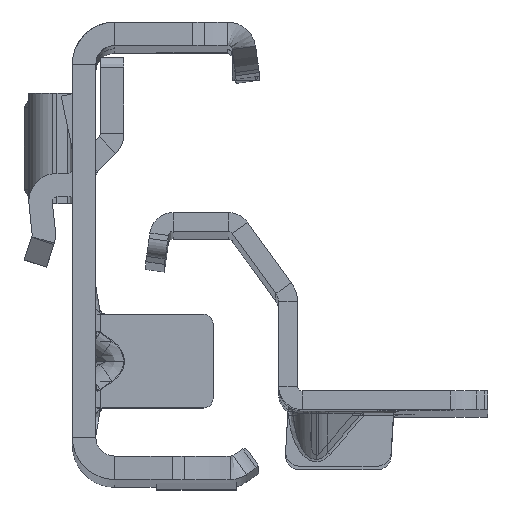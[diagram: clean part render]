
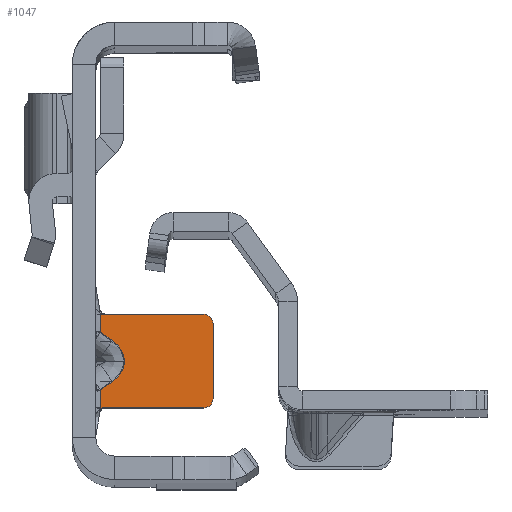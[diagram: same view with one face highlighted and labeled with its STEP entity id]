
A CAD part, top view. The second image highlights one B-rep face of the part: STEP entity #1047.
In plain terms, the highlighted planar face has unit normal (0, 0, 1).
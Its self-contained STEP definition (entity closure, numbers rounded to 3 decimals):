
#609 = EDGE_CURVE ( 'NONE', #18579, #3845, #1447, .T. ) ;
#631 = ORIENTED_EDGE ( 'NONE', *, *, #3630, .T. ) ;
#632 = VECTOR ( 'NONE', #10314, 1000. ) ;
#643 = DIRECTION ( 'NONE',  ( 0., 0., 1. ) ) ;
#769 = DIRECTION ( 'NONE',  ( 0., 0., -1. ) ) ;
#846 = LINE ( 'NONE', #8234, #2445 ) ;
#869 = VERTEX_POINT ( 'NONE', #7436 ) ;
#1047 = ADVANCED_FACE ( 'NONE', ( #3934 ), #6903, .F. ) ;
#1115 = VECTOR ( 'NONE', #16831, 1000. ) ;
#1128 = DIRECTION ( 'NONE',  ( 0., 0., 1. ) ) ;
#1207 = EDGE_CURVE ( 'NONE', #869, #17403, #846, .T. ) ;
#1241 = CARTESIAN_POINT ( 'NONE',  ( 12.5, -6.6, -441.5 ) ) ;
#1447 = LINE ( 'NONE', #13182, #14206 ) ;
#1556 = CIRCLE ( 'NONE', #4046, 1. ) ;
#1838 = DIRECTION ( 'NONE',  ( -1., 0., 0. ) ) ;
#2214 = CARTESIAN_POINT ( 'NONE',  ( -37.326, 22.3, -441.5 ) ) ;
#2327 = ORIENTED_EDGE ( 'NONE', *, *, #12702, .F. ) ;
#2445 = VECTOR ( 'NONE', #18519, 1000. ) ;
#2597 = EDGE_CURVE ( 'NONE', #17403, #7480, #1556, .T. ) ;
#2607 = VECTOR ( 'NONE', #1838, 1000. ) ;
#2812 = DIRECTION ( 'NONE',  ( -0.816, 0.577, 0. ) ) ;
#2814 = EDGE_CURVE ( 'NONE', #7480, #14381, #5745, .T. ) ;
#3476 = VECTOR ( 'NONE', #3759, 1000. ) ;
#3630 = EDGE_CURVE ( 'NONE', #18579, #869, #4144, .T. ) ;
#3759 = DIRECTION ( 'NONE',  ( 1., 0., 0. ) ) ;
#3768 = CARTESIAN_POINT ( 'NONE',  ( 11.5, -6.6, -441.5 ) ) ;
#3845 = VERTEX_POINT ( 'NONE', #6238 ) ;
#3875 = VERTEX_POINT ( 'NONE', #18150 ) ;
#3934 = FACE_OUTER_BOUND ( 'NONE', #17886, .T. ) ;
#4046 = AXIS2_PLACEMENT_3D ( 'NONE', #10616, #643, #5062 ) ;
#4101 = CARTESIAN_POINT ( 'NONE',  ( 1.757, -12.792, -441.5 ) ) ;
#4144 = LINE ( 'NONE', #15634, #3476 ) ;
#4357 = ORIENTED_EDGE ( 'NONE', *, *, #6901, .T. ) ;
#4429 = ORIENTED_EDGE ( 'NONE', *, *, #609, .F. ) ;
#4728 = CARTESIAN_POINT ( 'NONE',  ( 3.573, -11.508, -441.5 ) ) ;
#4765 = LINE ( 'NONE', #16366, #632 ) ;
#5062 = DIRECTION ( 'NONE',  ( 0., 1., 0. ) ) ;
#5127 = CARTESIAN_POINT ( 'NONE',  ( -1.826, -5.6, -441.5 ) ) ;
#5181 = DIRECTION ( 'NONE',  ( 0., 1., 0. ) ) ;
#5456 = ORIENTED_EDGE ( 'NONE', *, *, #12911, .F. ) ;
#5457 = VERTEX_POINT ( 'NONE', #16134 ) ;
#5563 = VECTOR ( 'NONE', #11605, 1000. ) ;
#5624 = EDGE_CURVE ( 'NONE', #5457, #5648, #15195, .T. ) ;
#5648 = VERTEX_POINT ( 'NONE', #8942 ) ;
#5711 = EDGE_CURVE ( 'NONE', #14381, #5457, #11503, .T. ) ;
#5745 = LINE ( 'NONE', #1241, #5563 ) ;
#5964 = ORIENTED_EDGE ( 'NONE', *, *, #2597, .T. ) ;
#6035 = ORIENTED_EDGE ( 'NONE', *, *, #2814, .T. ) ;
#6172 = CARTESIAN_POINT ( 'NONE',  ( 1.757, -12.792, -441.5 ) ) ;
#6183 = DIRECTION ( 'NONE',  ( 0.816, 0.577, 0. ) ) ;
#6238 = CARTESIAN_POINT ( 'NONE',  ( 0.5, -13.681, -441.5 ) ) ;
#6901 = EDGE_CURVE ( 'NONE', #5648, #14963, #18282, .T. ) ;
#6903 = PLANE ( 'NONE',  #17471 ) ;
#7044 = CARTESIAN_POINT ( 'NONE',  ( 1.367, -8.131, -441.5 ) ) ;
#7235 = CARTESIAN_POINT ( 'NONE',  ( 12.5, -6.6, -441.5 ) ) ;
#7258 = EDGE_CURVE ( 'NONE', #15272, #11245, #12700, .T. ) ;
#7436 = CARTESIAN_POINT ( 'NONE',  ( 0.708, -15.6, -441.5 ) ) ;
#7480 = VERTEX_POINT ( 'NONE', #14499 ) ;
#8234 = CARTESIAN_POINT ( 'NONE',  ( -1.826, -15.6, -441.5 ) ) ;
#8315 = VECTOR ( 'NONE', #6183, 1000. ) ;
#8555 = ORIENTED_EDGE ( 'NONE', *, *, #7258, .F. ) ;
#8942 = CARTESIAN_POINT ( 'NONE',  ( 0.708, -5.6, -441.5 ) ) ;
#10314 = DIRECTION ( 'NONE',  ( 0., 1., 0. ) ) ;
#10565 = CARTESIAN_POINT ( 'NONE',  ( 3.573, -9.692, -441.5 ) ) ;
#10616 = CARTESIAN_POINT ( 'NONE',  ( 11.5, -14.6, -441.5 ) ) ;
#11245 = VERTEX_POINT ( 'NONE', #11492 ) ;
#11492 = CARTESIAN_POINT ( 'NONE',  ( 1.757, -8.408, -441.5 ) ) ;
#11503 = CIRCLE ( 'NONE', #12121, 1. ) ;
#11605 = DIRECTION ( 'NONE',  ( 0., 1., 0. ) ) ;
#11733 = DIRECTION ( 'NONE',  ( 0., 1., 0. ) ) ;
#12020 = CARTESIAN_POINT ( 'NONE',  ( -1.826, -5.6, -441.5 ) ) ;
#12121 = AXIS2_PLACEMENT_3D ( 'NONE', #3768, #1128, #14386 ) ;
#12700 =( BOUNDED_CURVE ( )  B_SPLINE_CURVE ( 3, ( #6172, #4728, #10565, #16423 ),
 .UNSPECIFIED., .F., .T. ) 
 B_SPLINE_CURVE_WITH_KNOTS ( ( 4, 4 ),
 ( 2.356, 3.927 ),
 .UNSPECIFIED. ) 
 CURVE ( )  GEOMETRIC_REPRESENTATION_ITEM ( )  RATIONAL_B_SPLINE_CURVE ( ( 1., 0.805, 0.805, 1. ) ) 
 REPRESENTATION_ITEM ( '' )  );
#12702 = EDGE_CURVE ( 'NONE', #3875, #14963, #4765, .T. ) ;
#12901 = ORIENTED_EDGE ( 'NONE', *, *, #5624, .T. ) ;
#12911 = EDGE_CURVE ( 'NONE', #11245, #3875, #14436, .T. ) ;
#13012 = EDGE_CURVE ( 'NONE', #3845, #15272, #16249, .T. ) ;
#13182 = CARTESIAN_POINT ( 'NONE',  ( 0.5, 22.3, -441.5 ) ) ;
#13208 = VECTOR ( 'NONE', #2812, 1000. ) ;
#14206 = VECTOR ( 'NONE', #11733, 1000. ) ;
#14381 = VERTEX_POINT ( 'NONE', #7235 ) ;
#14386 = DIRECTION ( 'NONE',  ( 0., -1., 0. ) ) ;
#14436 = LINE ( 'NONE', #7044, #13208 ) ;
#14470 = CARTESIAN_POINT ( 'NONE',  ( 0.5, -5.6, -441.5 ) ) ;
#14499 = CARTESIAN_POINT ( 'NONE',  ( 12.5, -14.6, -441.5 ) ) ;
#14963 = VERTEX_POINT ( 'NONE', #14470 ) ;
#15045 = ORIENTED_EDGE ( 'NONE', *, *, #1207, .T. ) ;
#15195 = LINE ( 'NONE', #12020, #2607 ) ;
#15272 = VERTEX_POINT ( 'NONE', #4101 ) ;
#15634 = CARTESIAN_POINT ( 'NONE',  ( -1.826, -15.6, -441.5 ) ) ;
#16134 = CARTESIAN_POINT ( 'NONE',  ( 11.5, -5.6, -441.5 ) ) ;
#16248 = ORIENTED_EDGE ( 'NONE', *, *, #5711, .T. ) ;
#16249 = LINE ( 'NONE', #16435, #8315 ) ;
#16366 = CARTESIAN_POINT ( 'NONE',  ( 0.5, 22.3, -441.5 ) ) ;
#16423 = CARTESIAN_POINT ( 'NONE',  ( 1.757, -8.408, -441.5 ) ) ;
#16435 = CARTESIAN_POINT ( 'NONE',  ( 2.624, -12.179, -441.5 ) ) ;
#16461 = CARTESIAN_POINT ( 'NONE',  ( 0.5, -15.6, -441.5 ) ) ;
#16831 = DIRECTION ( 'NONE',  ( -1., 0., 0. ) ) ;
#17403 = VERTEX_POINT ( 'NONE', #18315 ) ;
#17471 = AXIS2_PLACEMENT_3D ( 'NONE', #2214, #769, #5181 ) ;
#17886 = EDGE_LOOP ( 'NONE', ( #5456, #8555, #18372, #4429, #631, #15045, #5964, #6035, #16248, #12901, #4357, #2327 ) ) ;
#18150 = CARTESIAN_POINT ( 'NONE',  ( 0.5, -7.519, -441.5 ) ) ;
#18282 = LINE ( 'NONE', #5127, #1115 ) ;
#18315 = CARTESIAN_POINT ( 'NONE',  ( 11.5, -15.6, -441.5 ) ) ;
#18372 = ORIENTED_EDGE ( 'NONE', *, *, #13012, .F. ) ;
#18519 = DIRECTION ( 'NONE',  ( 1., 0., 0. ) ) ;
#18579 = VERTEX_POINT ( 'NONE', #16461 ) ;
